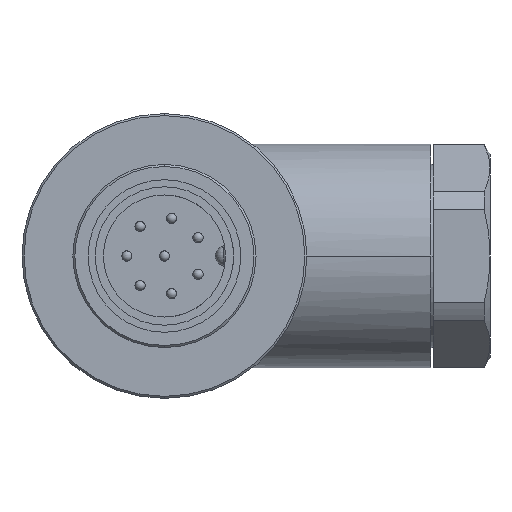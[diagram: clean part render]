
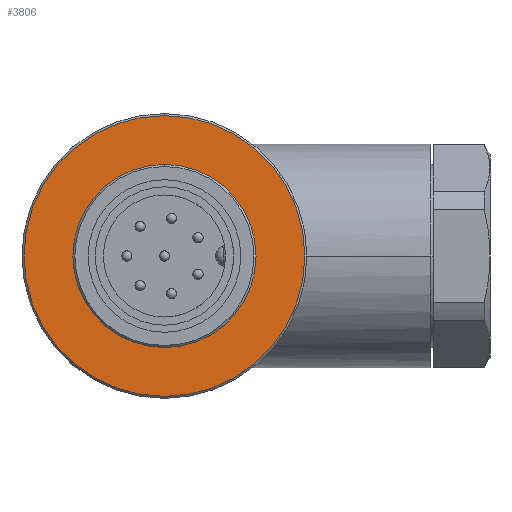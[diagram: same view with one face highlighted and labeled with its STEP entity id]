
A CAD part, front view. The second image highlights one B-rep face of the part: STEP entity #3806.
In plain terms, the highlighted planar face has unit normal (0, -1, 0).
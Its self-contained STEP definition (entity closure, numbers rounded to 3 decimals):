
#322=CARTESIAN_POINT('',(0.0,7.,6.9));
#323=VERTEX_POINT('',#322);
#330=CARTESIAN_POINT('',(0.,7.,-6.9));
#331=VERTEX_POINT('',#330);
#332=CARTESIAN_POINT('',(0.0,7.,0.));
#333=DIRECTION('',(0.0,1.0,0.0));
#334=DIRECTION('',(0.0,0.0,1.0));
#335=AXIS2_PLACEMENT_3D('',#332,#333,#334);
#336=CIRCLE('',#335,6.9);
#337=EDGE_CURVE('',#323,#331,#336,.T.);
#356=CARTESIAN_POINT('',(0.0,7.,4.));
#357=VERTEX_POINT('',#356);
#373=CARTESIAN_POINT('',(0.,7.0,-4.));
#374=VERTEX_POINT('',#373);
#381=CARTESIAN_POINT('',(0.0,7.,0.));
#382=DIRECTION('',(0.0,1.0,0.0));
#383=DIRECTION('',(0.0,0.0,1.0));
#384=AXIS2_PLACEMENT_3D('',#381,#382,#383);
#385=CIRCLE('',#384,4.);
#386=EDGE_CURVE('',#357,#374,#385,.T.);
#3775=CARTESIAN_POINT('',(0.0,7.,0.));
#3776=DIRECTION('',(0.0,1.0,0.0));
#3777=DIRECTION('',(0.0,0.0,1.0));
#3778=AXIS2_PLACEMENT_3D('',#3775,#3776,#3777);
#3779=CIRCLE('',#3778,4.);
#3780=EDGE_CURVE('',#374,#357,#3779,.T.);
#3787=CARTESIAN_POINT('',(0.0,7.,5.45));
#3788=DIRECTION('',(0.0,-1.0,0.0));
#3789=DIRECTION('',(0.0,0.0,-1.0));
#3790=AXIS2_PLACEMENT_3D('',#3787,#3788,#3789);
#3791=PLANE('',#3790);
#3792=ORIENTED_EDGE('',*,*,#337,.F.);
#3793=CARTESIAN_POINT('',(0.0,7.,0.));
#3794=DIRECTION('',(0.0,1.0,0.0));
#3795=DIRECTION('',(0.0,0.0,1.0));
#3796=AXIS2_PLACEMENT_3D('',#3793,#3794,#3795);
#3797=CIRCLE('',#3796,6.9);
#3798=EDGE_CURVE('',#331,#323,#3797,.T.);
#3799=ORIENTED_EDGE('',*,*,#3798,.F.);
#3800=EDGE_LOOP('',(#3792,#3799));
#3801=FACE_OUTER_BOUND('',#3800,.T.);
#3802=ORIENTED_EDGE('',*,*,#386,.T.);
#3803=ORIENTED_EDGE('',*,*,#3780,.T.);
#3804=EDGE_LOOP('',(#3802,#3803));
#3805=FACE_BOUND('',#3804,.T.);
#3806=ADVANCED_FACE('',(#3801,#3805),#3791,.T.);
